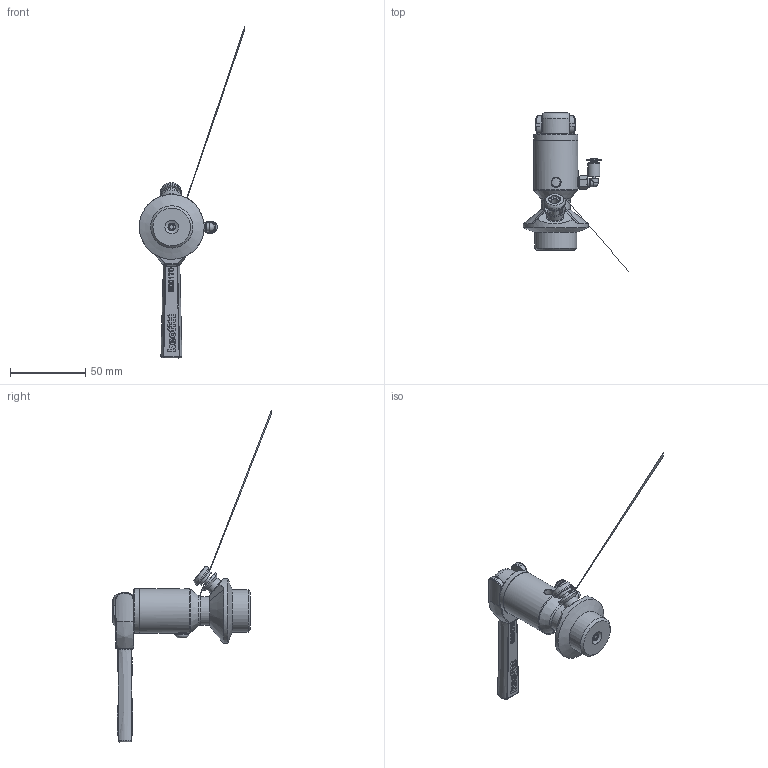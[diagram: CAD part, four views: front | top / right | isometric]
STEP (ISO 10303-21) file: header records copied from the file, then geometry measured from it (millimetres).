
FILE_DESCRIPTION(/* description */ ('This is a sample STEP configuration'),/* implementation_level */ '2;1');
FILE_NAME(/* name */ '450144.stp',/* time_stamp */ '2020-08-04T05:44:01+02:00',/* author */ ('powerJobs'),/* organization */ ('coolOrange'),/* preprocessor_version */ 'ST-DEVELOPER v18',/* originating_system */ 'Autodesk Inventor 2020',/* authorisation */ '');
FILE_SCHEMA (('AUTOMOTIVE_DESIGN { 1 0 10303 214 3 1 1 }'));
Length unit declared in the file: millimetre
Products named in the file (1): 450144
Bounding box: 69.84 x 105.09 x 220.05 mm (x, y, z)
Volume: 68671.4 mm3; surface area: 21622.4 mm2
Topology: 1 solids, 7 shells, 678 faces, 1805 edges, 1190 vertices
Faces by surface type: plane 278, bspline 211, cylinder 108, cone 42, torus 32, sphere 7
Full cylindrical faces by diameter (mm): 1.7 x3, 4 x1, 4.3 x2, 5 x5, 5.05 x1, 6 x2, 6.05 x1, 6.25 x1, 6.6 x1, 7.388 x1, 7.4 x2, 7.6 x1, 8 x3, 9.3 x1, 10 x1, 10.1 x1, 10.5 x2, 11.5 x1, 12 x1, 14 x2, 18.241 x4, 19 x1, 19.5 x1, 19.8 x2, 20 x2, 22.5 x1, 24 x1, 24.5 x1, 28 x1, 29.5 x2
Entity records: 24725 total; most frequent: CARTESIAN_POINT 8366, ORIENTED_EDGE 3588, DIRECTION 2645, EDGE_CURVE 1794, VERTEX_POINT 1190, AXIS2_PLACEMENT_3D 917, LINE 811, VECTOR 811
